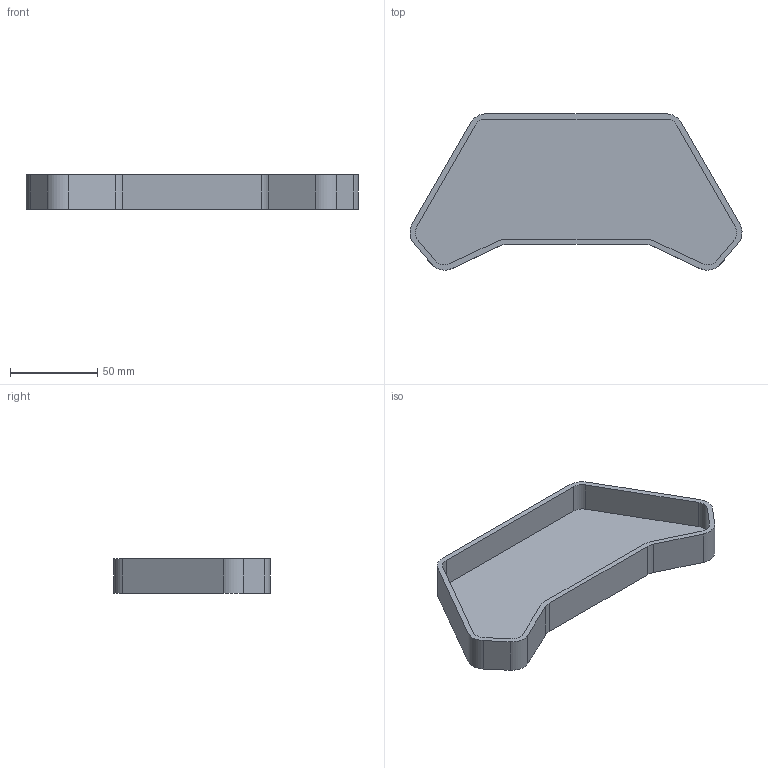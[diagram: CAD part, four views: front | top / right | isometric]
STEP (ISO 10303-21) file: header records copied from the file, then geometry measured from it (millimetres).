
FILE_DESCRIPTION(/* description */ (''),/* implementation_level */ '2;1');
FILE_NAME(/* name */ 'Game Controller PCB v4.step',/* time_stamp */ '2024-06-26T17:52:06+05:30',/* author */ (''),/* organization */ (''),/* preprocessor_version */ 'ST-DEVELOPER v20',/* originating_system */ 'Autodesk Translation Framework v13.14.0.145',/* authorisation */ '');
FILE_SCHEMA (('AUTOMOTIVE_DESIGN { 1 0 10303 214 3 1 1 }'));
Length unit declared in the file: millimetre
Products named in the file (3): Game Controller PCB; Component1; case
Assembly tree (2 placements, depth 3):
  Game Controller PCB
    Component1
      case
Bounding box: 190.79 x 89.8 x 20 mm (x, y, z)
Volume: 62426.2 mm3; surface area: 43083.9 mm2
Topology: 1 solids, 1 shells, 35 faces, 96 edges, 64 vertices
Faces by surface type: plane 19, cylinder 16
Entity records: 1195 total; most frequent: DIRECTION 208, CARTESIAN_POINT 200, ORIENTED_EDGE 192, EDGE_CURVE 96, AXIS2_PLACEMENT_3D 72, LINE 64, VECTOR 64, VERTEX_POINT 64
